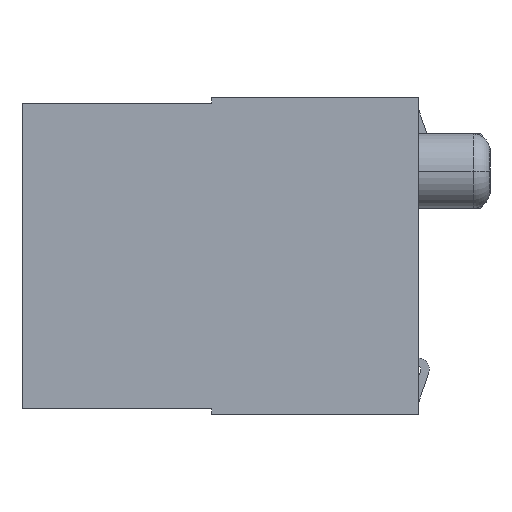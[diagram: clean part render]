
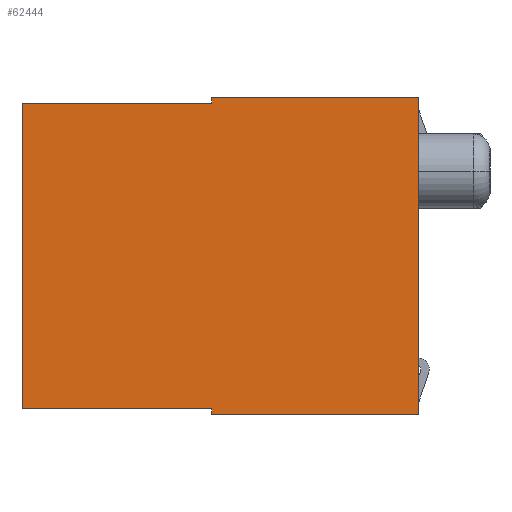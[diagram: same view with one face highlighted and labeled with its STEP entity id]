
A CAD part, left-side view. The second image highlights one B-rep face of the part: STEP entity #62444.
In plain terms, the highlighted planar face has unit normal (-1, 0, 0).
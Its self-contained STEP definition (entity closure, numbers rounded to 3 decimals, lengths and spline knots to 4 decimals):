
#1=DIRECTION('',(0.,0.,-1.));
#2=VECTOR('',#1,5.6);
#3=CARTESIAN_POINT('',(-27.,0.,2.8));
#4=LINE('',#3,#2);
#5=DIRECTION('',(0.,1.,0.));
#6=VECTOR('',#5,3.65);
#7=CARTESIAN_POINT('',(-27.,0.,-2.8));
#8=LINE('',#7,#6);
#9=DIRECTION('',(0.,0.,1.));
#10=VECTOR('',#9,0.1);
#11=CARTESIAN_POINT('',(-27.,3.65,-2.8));
#12=LINE('',#11,#10);
#13=DIRECTION('',(0.,1.,0.));
#14=VECTOR('',#13,3.35);
#15=CARTESIAN_POINT('',(-27.,3.65,-2.7));
#16=LINE('',#15,#14);
#17=DIRECTION('',(0.,0.,1.));
#18=VECTOR('',#17,5.4);
#19=CARTESIAN_POINT('',(-27.,7.,-2.7));
#20=LINE('',#19,#18);
#21=DIRECTION('',(0.,-1.,0.));
#22=VECTOR('',#21,3.35);
#23=CARTESIAN_POINT('',(-27.,7.,2.7));
#24=LINE('',#23,#22);
#25=DIRECTION('',(0.,0.,1.));
#26=VECTOR('',#25,0.1);
#27=CARTESIAN_POINT('',(-27.,3.65,2.7));
#28=LINE('',#27,#26);
#29=DIRECTION('',(0.,-1.,0.));
#30=VECTOR('',#29,3.65);
#31=CARTESIAN_POINT('',(-27.,3.65,2.8));
#32=LINE('',#31,#30);
#47313=CARTESIAN_POINT('',(-27.,0.,2.8));
#47314=CARTESIAN_POINT('',(-27.,0.,-2.8));
#47315=VERTEX_POINT('',#47313);
#47316=VERTEX_POINT('',#47314);
#47317=CARTESIAN_POINT('',(-27.,3.65,-2.8));
#47318=VERTEX_POINT('',#47317);
#47319=CARTESIAN_POINT('',(-27.,3.65,-2.7));
#47320=VERTEX_POINT('',#47319);
#47321=CARTESIAN_POINT('',(-27.,7.,-2.7));
#47322=VERTEX_POINT('',#47321);
#47323=CARTESIAN_POINT('',(-27.,7.,2.7));
#47324=VERTEX_POINT('',#47323);
#47325=CARTESIAN_POINT('',(-27.,3.65,2.7));
#47326=VERTEX_POINT('',#47325);
#47327=CARTESIAN_POINT('',(-27.,3.65,2.8));
#47328=VERTEX_POINT('',#47327);
#62421=CARTESIAN_POINT('',(-27.,0.,0.));
#62422=DIRECTION('',(1.,0.,0.));
#62423=DIRECTION('',(0.,0.,-1.));
#62424=AXIS2_PLACEMENT_3D('',#62421,#62422,#62423);
#62425=PLANE('',#62424);
#62427=ORIENTED_EDGE('',*,*,#62426,.T.);
#62429=ORIENTED_EDGE('',*,*,#62428,.T.);
#62431=ORIENTED_EDGE('',*,*,#62430,.T.);
#62433=ORIENTED_EDGE('',*,*,#62432,.T.);
#62435=ORIENTED_EDGE('',*,*,#62434,.T.);
#62437=ORIENTED_EDGE('',*,*,#62436,.T.);
#62439=ORIENTED_EDGE('',*,*,#62438,.T.);
#62441=ORIENTED_EDGE('',*,*,#62440,.T.);
#62442=EDGE_LOOP('',(#62427,#62429,#62431,#62433,#62435,#62437,#62439,#62441));
#62443=FACE_OUTER_BOUND('',#62442,.F.);
#62426=EDGE_CURVE('',#47315,#47316,#4,.T.);
#62428=EDGE_CURVE('',#47316,#47318,#8,.T.);
#62430=EDGE_CURVE('',#47318,#47320,#12,.T.);
#62432=EDGE_CURVE('',#47320,#47322,#16,.T.);
#62434=EDGE_CURVE('',#47322,#47324,#20,.T.);
#62436=EDGE_CURVE('',#47324,#47326,#24,.T.);
#62438=EDGE_CURVE('',#47326,#47328,#28,.T.);
#62440=EDGE_CURVE('',#47328,#47315,#32,.T.);
#62444=ADVANCED_FACE('',(#62443),#62425,.F.);
